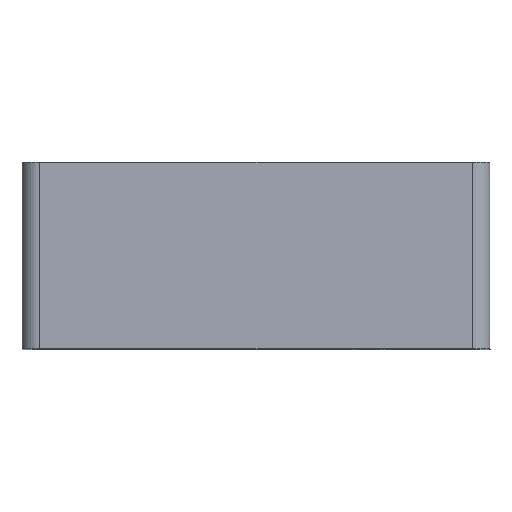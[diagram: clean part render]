
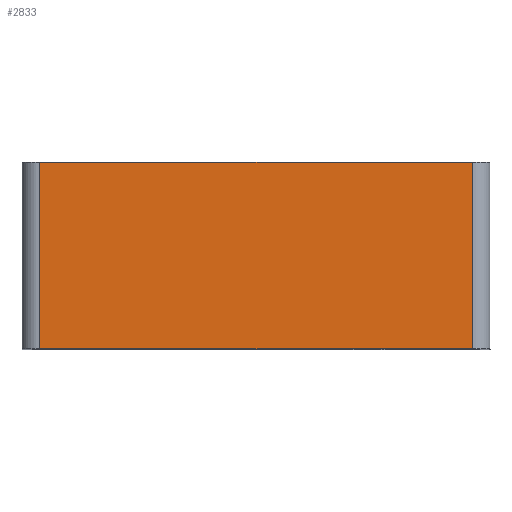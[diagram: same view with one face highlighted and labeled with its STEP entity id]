
A CAD part, top view. The second image highlights one B-rep face of the part: STEP entity #2833.
In plain terms, the highlighted planar face has unit normal (0, 0, 1).
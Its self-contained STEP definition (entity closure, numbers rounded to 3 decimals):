
#60 = EDGE_CURVE ( 'NONE', #1977, #767, #2842, .T. ) ;
#188 = ORIENTED_EDGE ( 'NONE', *, *, #60, .T. ) ;
#262 = ORIENTED_EDGE ( 'NONE', *, *, #3296, .F. ) ;
#366 = CARTESIAN_POINT ( 'NONE',  ( 37.1, 32., 40.1 ) ) ;
#461 = VECTOR ( 'NONE', #1613, 1000. ) ;
#502 = CARTESIAN_POINT ( 'NONE',  ( 0., 0., 40.1 ) ) ;
#589 = CARTESIAN_POINT ( 'NONE',  ( -37.1, 0., 40.1 ) ) ;
#633 = PLANE ( 'NONE',  #2505 ) ;
#638 = VERTEX_POINT ( 'NONE', #1595 ) ;
#717 = EDGE_CURVE ( 'NONE', #767, #638, #1738, .T. ) ;
#767 = VERTEX_POINT ( 'NONE', #589 ) ;
#810 = VECTOR ( 'NONE', #1105, 1000. ) ;
#846 = FACE_OUTER_BOUND ( 'NONE', #1954, .T. ) ;
#863 = EDGE_CURVE ( 'NONE', #3758, #1977, #1229, .T. ) ;
#1105 = DIRECTION ( 'NONE',  ( 1., 0., 0. ) ) ;
#1229 = LINE ( 'NONE', #2329, #3565 ) ;
#1237 = ORIENTED_EDGE ( 'NONE', *, *, #717, .T. ) ;
#1595 = CARTESIAN_POINT ( 'NONE',  ( 37.1, 0., 40.1 ) ) ;
#1613 = DIRECTION ( 'NONE',  ( 0., -1., 0. ) ) ;
#1655 = DIRECTION ( 'NONE',  ( 0., -1., 0. ) ) ;
#1738 = LINE ( 'NONE', #502, #810 ) ;
#1954 = EDGE_LOOP ( 'NONE', ( #262, #3126, #188, #1237 ) ) ;
#1977 = VERTEX_POINT ( 'NONE', #3399 ) ;
#2329 = CARTESIAN_POINT ( 'NONE',  ( -37.1, 32., 40.1 ) ) ;
#2505 = AXIS2_PLACEMENT_3D ( 'NONE', #3277, #2745, #3619 ) ;
#2636 = DIRECTION ( 'NONE',  ( -1., 0., 0. ) ) ;
#2745 = DIRECTION ( 'NONE',  ( 0., 0., 1. ) ) ;
#2833 = ADVANCED_FACE ( 'NONE', ( #846 ), #633, .T. ) ;
#2842 = LINE ( 'NONE', #3427, #3478 ) ;
#3126 = ORIENTED_EDGE ( 'NONE', *, *, #863, .T. ) ;
#3267 = LINE ( 'NONE', #3376, #461 ) ;
#3277 = CARTESIAN_POINT ( 'NONE',  ( -37.1, 0., 40.1 ) ) ;
#3296 = EDGE_CURVE ( 'NONE', #3758, #638, #3267, .T. ) ;
#3376 = CARTESIAN_POINT ( 'NONE',  ( 37.1, 0., 40.1 ) ) ;
#3399 = CARTESIAN_POINT ( 'NONE',  ( -37.1, 32., 40.1 ) ) ;
#3427 = CARTESIAN_POINT ( 'NONE',  ( -37.1, 0., 40.1 ) ) ;
#3478 = VECTOR ( 'NONE', #1655, 1000. ) ;
#3565 = VECTOR ( 'NONE', #2636, 1000. ) ;
#3619 = DIRECTION ( 'NONE',  ( 1., 0., 0. ) ) ;
#3758 = VERTEX_POINT ( 'NONE', #366 ) ;
